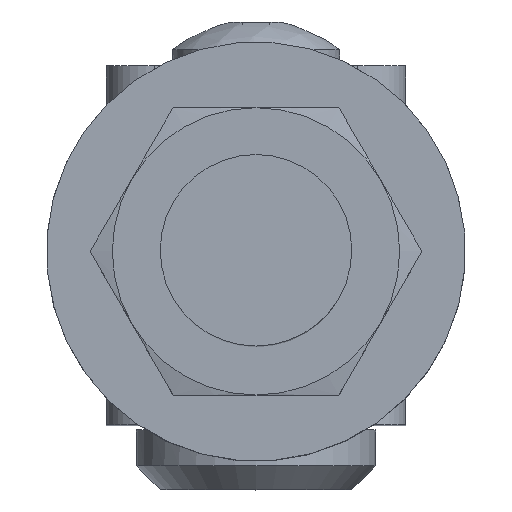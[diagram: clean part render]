
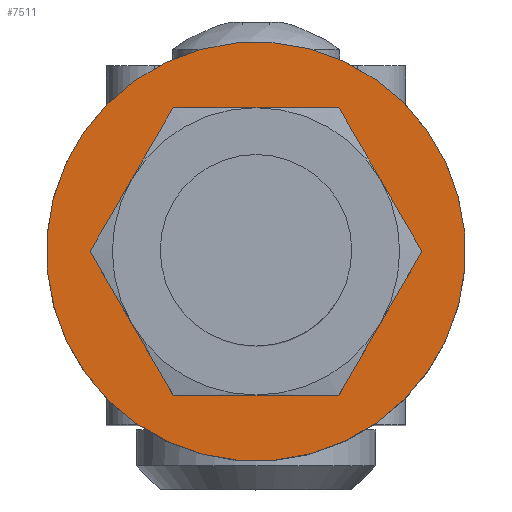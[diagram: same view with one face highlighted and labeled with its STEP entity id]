
A CAD part, top view. The second image highlights one B-rep face of the part: STEP entity #7511.
In plain terms, the highlighted face is planar.
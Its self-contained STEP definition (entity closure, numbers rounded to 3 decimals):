
#2795 = ORIENTED_EDGE ( 'NONE', *, *, #5298, .F. ) ;
#3257 = DIRECTION ( 'NONE',  ( 0., 1., 0. ) ) ;
#3307 = VERTEX_POINT ( 'NONE', #8683 ) ;
#3722 = DIRECTION ( 'NONE',  ( 0., 1., 0. ) ) ;
#3896 = DIRECTION ( 'NONE',  ( 0., 0., 1. ) ) ;
#5141 = CARTESIAN_POINT ( 'NONE',  ( 0., 0., 0. ) ) ;
#5298 = EDGE_CURVE ( 'NONE', #6385, #6385, #14180, .T. ) ;
#6385 = VERTEX_POINT ( 'NONE', #8361 ) ;
#6778 = EDGE_LOOP ( 'NONE', ( #2795 ) ) ;
#6989 = AXIS2_PLACEMENT_3D ( 'NONE', #8322, #3257, #10876 ) ;
#7156 = CIRCLE ( 'NONE', #8858, 10.5 ) ;
#7511 = ADVANCED_FACE ( 'NONE', ( #9250, #16399 ), #15628, .F. ) ;
#7623 = DIRECTION ( 'NONE',  ( 0., 0., 1. ) ) ;
#8322 = CARTESIAN_POINT ( 'NONE',  ( 0., 0., 0. ) ) ;
#8361 = CARTESIAN_POINT ( 'NONE',  ( 0., 0., 17.5 ) ) ;
#8683 = CARTESIAN_POINT ( 'NONE',  ( 0., 0., 10.5 ) ) ;
#8858 = AXIS2_PLACEMENT_3D ( 'NONE', #15380, #14168, #7623 ) ;
#9250 = FACE_OUTER_BOUND ( 'NONE', #6778, .T. ) ;
#9267 = EDGE_CURVE ( 'NONE', #3307, #3307, #7156, .T. ) ;
#10039 = EDGE_LOOP ( 'NONE', ( #12858 ) ) ;
#10876 = DIRECTION ( 'NONE',  ( 0., 0., 1. ) ) ;
#12858 = ORIENTED_EDGE ( 'NONE', *, *, #9267, .T. ) ;
#13400 = AXIS2_PLACEMENT_3D ( 'NONE', #5141, #3722, #3896 ) ;
#14168 = DIRECTION ( 'NONE',  ( 0., 1., 0. ) ) ;
#14180 = CIRCLE ( 'NONE', #6989, 17.5 ) ;
#15380 = CARTESIAN_POINT ( 'NONE',  ( 0., 0., 0. ) ) ;
#15628 = PLANE ( 'NONE',  #13400 ) ;
#16399 = FACE_BOUND ( 'NONE', #10039, .T. ) ;
